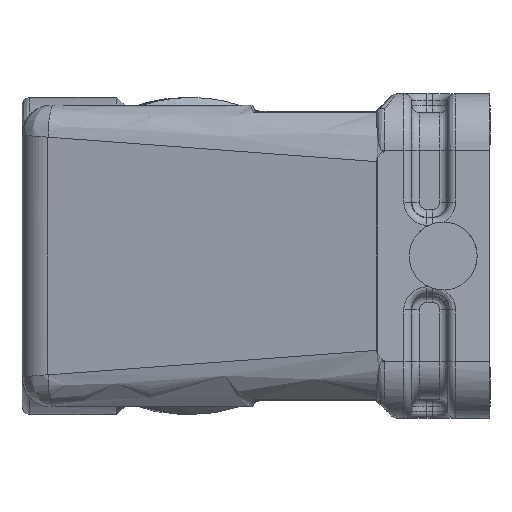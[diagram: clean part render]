
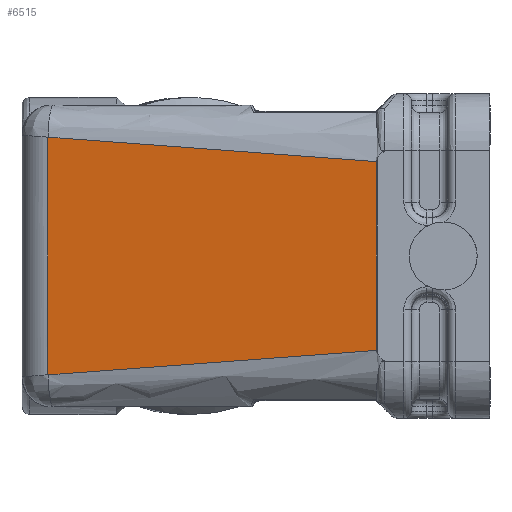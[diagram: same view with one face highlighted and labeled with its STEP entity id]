
A CAD part, left-side view. The second image highlights one B-rep face of the part: STEP entity #6515.
In plain terms, the highlighted planar face has unit normal (-0.99, 0.139, 0).
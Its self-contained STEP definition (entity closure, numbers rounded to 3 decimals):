
#5609=B_SPLINE_CURVE_WITH_KNOTS('',3,(#23035,#23036,#23037,#23038),
 .UNSPECIFIED.,.F.,.F.,(4,4),(0.,1.),.UNSPECIFIED.);
#5610=B_SPLINE_CURVE_WITH_KNOTS('',3,(#23045,#23046,#23047,#23048),
 .UNSPECIFIED.,.F.,.F.,(4,4),(0.,1.),.UNSPECIFIED.);
#6515=ADVANCED_FACE('',(#7353),#6997,.T.);
#6997=PLANE('',#16208);
#7353=FACE_OUTER_BOUND('',#8015,.T.);
#8015=EDGE_LOOP('',(#9880,#9881,#9882,#9883,#9884,#9885,#9886,#9887));
#9880=ORIENTED_EDGE('',*,*,#13467,.T.);
#9881=ORIENTED_EDGE('',*,*,#13468,.T.);
#9882=ORIENTED_EDGE('',*,*,#13469,.T.);
#9883=ORIENTED_EDGE('',*,*,#13470,.T.);
#9884=ORIENTED_EDGE('',*,*,#13471,.T.);
#9885=ORIENTED_EDGE('',*,*,#13472,.T.);
#9886=ORIENTED_EDGE('',*,*,#13473,.T.);
#9887=ORIENTED_EDGE('',*,*,#13474,.T.);
#12190=VERTEX_POINT('',#22887);
#12192=VERTEX_POINT('',#23033);
#12193=VERTEX_POINT('',#23034);
#12194=VERTEX_POINT('',#23039);
#12195=VERTEX_POINT('',#23042);
#12196=VERTEX_POINT('',#23044);
#12197=VERTEX_POINT('',#23049);
#12198=VERTEX_POINT('',#23051);
#13467=EDGE_CURVE('',#12192,#12193,#14692,.T.);
#13468=EDGE_CURVE('',#12193,#12194,#5609,.T.);
#13469=EDGE_CURVE('',#12194,#12190,#14693,.T.);
#13470=EDGE_CURVE('',#12190,#12195,#14694,.T.);
#13471=EDGE_CURVE('',#12195,#12196,#14695,.T.);
#13472=EDGE_CURVE('',#12196,#12197,#5610,.T.);
#13473=EDGE_CURVE('',#12197,#12198,#14696,.T.);
#13474=EDGE_CURVE('',#12198,#12192,#14697,.T.);
#14692=LINE('',#23032,#15477);
#14693=LINE('',#23040,#15478);
#14694=LINE('',#23041,#15479);
#14695=LINE('',#23043,#15480);
#14696=LINE('',#23050,#15481);
#14697=LINE('',#23052,#15482);
#15477=VECTOR('',#18080,1.);
#15478=VECTOR('',#18081,1.);
#15479=VECTOR('',#18082,1.);
#15480=VECTOR('',#18083,1.);
#15481=VECTOR('',#18084,1.);
#15482=VECTOR('',#18085,1.);
#16208=AXIS2_PLACEMENT_3D('',#23053,#18086,#18087);
#18080=DIRECTION('',(0.,0.,-1.));
#18081=DIRECTION('',(0.,0.,-1.));
#18082=DIRECTION('',(-0.139,-0.988,0.074));
#18083=DIRECTION('',(0.,0.,1.));
#18084=DIRECTION('',(0.,0.,1.));
#18085=DIRECTION('',(0.139,0.988,0.074));
#18086=DIRECTION('',(-0.99,0.139,0.));
#18087=DIRECTION('',(-0.139,-0.99,0.));
#22887=CARTESIAN_POINT('',(-29.408,-12.341,-15.744));
#23032=CARTESIAN_POINT('',(-29.408,-12.341,15.744));
#23033=CARTESIAN_POINT('',(-29.408,-12.341,15.744));
#23034=CARTESIAN_POINT('',(-29.408,-12.341,1.5));
#23035=CARTESIAN_POINT('',(-29.408,-12.341,1.5));
#23036=CARTESIAN_POINT('',(-29.408,-12.341,0.5));
#23037=CARTESIAN_POINT('',(-29.408,-12.341,-0.5));
#23038=CARTESIAN_POINT('',(-29.408,-12.341,-1.5));
#23039=CARTESIAN_POINT('',(-29.408,-12.341,-1.5));
#23040=CARTESIAN_POINT('',(-29.408,-12.341,15.744));
#23041=CARTESIAN_POINT('',(-29.408,-12.341,-15.744));
#23042=CARTESIAN_POINT('',(-35.519,-55.829,-12.505));
#23043=CARTESIAN_POINT('',(-35.519,-55.829,-12.505));
#23044=CARTESIAN_POINT('',(-35.519,-55.829,-1.5));
#23045=CARTESIAN_POINT('',(-35.519,-55.829,-1.5));
#23046=CARTESIAN_POINT('',(-35.519,-55.829,-0.5));
#23047=CARTESIAN_POINT('',(-35.519,-55.829,0.5));
#23048=CARTESIAN_POINT('',(-35.519,-55.829,1.5));
#23049=CARTESIAN_POINT('',(-35.519,-55.829,1.5));
#23050=CARTESIAN_POINT('',(-35.519,-55.829,-12.505));
#23051=CARTESIAN_POINT('',(-35.519,-55.829,12.505));
#23052=CARTESIAN_POINT('',(-35.519,-55.829,12.505));
#23053=CARTESIAN_POINT('',(-28.58,-6.449,-16.744));
